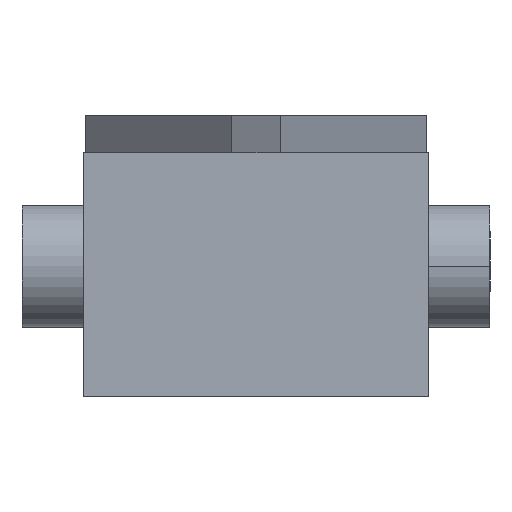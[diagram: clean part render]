
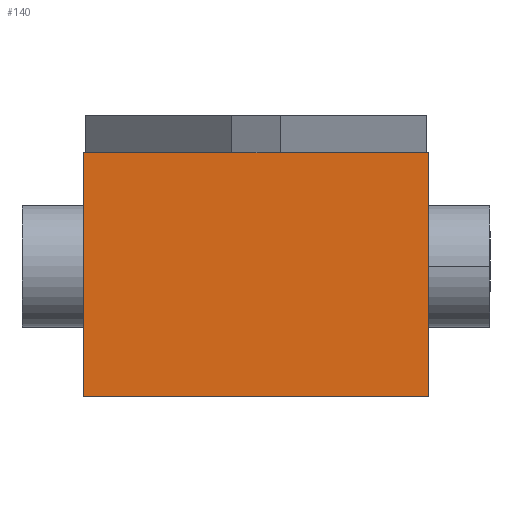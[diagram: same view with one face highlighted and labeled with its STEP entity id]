
A CAD part, left-side view. The second image highlights one B-rep face of the part: STEP entity #140.
In plain terms, the highlighted planar face has unit normal (-1, 0, 0).
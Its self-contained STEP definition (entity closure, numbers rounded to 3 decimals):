
#2 = VECTOR ( 'NONE', #2152, 1000. ) ;
#140 = ADVANCED_FACE ( 'NONE', ( #1317 ), #907, .F. ) ;
#273 = ORIENTED_EDGE ( 'NONE', *, *, #837, .F. ) ;
#277 = CARTESIAN_POINT ( 'NONE',  ( 0., 0., 7.35 ) ) ;
#292 = DIRECTION ( 'NONE',  ( 0., -1., 0. ) ) ;
#307 = CARTESIAN_POINT ( 'NONE',  ( 0., -10.6, 15. ) ) ;
#521 = CARTESIAN_POINT ( 'NONE',  ( 0., 10.6, 0. ) ) ;
#548 = CARTESIAN_POINT ( 'NONE',  ( 0., 10.6, 15. ) ) ;
#659 = LINE ( 'NONE', #884, #1251 ) ;
#811 = DIRECTION ( 'NONE',  ( 0., 1., 0. ) ) ;
#837 = EDGE_CURVE ( 'NONE', #2197, #1562, #2372, .T. ) ;
#880 = DIRECTION ( 'NONE',  ( 1., 0., 0. ) ) ;
#884 = CARTESIAN_POINT ( 'NONE',  ( 0., -10.6, 15. ) ) ;
#907 = PLANE ( 'NONE',  #2622 ) ;
#944 = EDGE_LOOP ( 'NONE', ( #979, #273, #1151, #2612 ) ) ;
#979 = ORIENTED_EDGE ( 'NONE', *, *, #2580, .F. ) ;
#1039 = VECTOR ( 'NONE', #1698, 1000. ) ;
#1151 = ORIENTED_EDGE ( 'NONE', *, *, #2545, .F. ) ;
#1251 = VECTOR ( 'NONE', #292, 1000. ) ;
#1317 = FACE_OUTER_BOUND ( 'NONE', #944, .T. ) ;
#1399 = VERTEX_POINT ( 'NONE', #307 ) ;
#1499 = LINE ( 'NONE', #2306, #1039 ) ;
#1562 = VERTEX_POINT ( 'NONE', #2256 ) ;
#1582 = VERTEX_POINT ( 'NONE', #2148 ) ;
#1641 = EDGE_CURVE ( 'NONE', #1399, #1582, #1499, .T. ) ;
#1698 = DIRECTION ( 'NONE',  ( 0., 0., -1. ) ) ;
#1724 = VECTOR ( 'NONE', #811, 1000. ) ;
#1817 = CARTESIAN_POINT ( 'NONE',  ( 0., -10.6, 0. ) ) ;
#2035 = LINE ( 'NONE', #1817, #1724 ) ;
#2148 = CARTESIAN_POINT ( 'NONE',  ( 0., -10.6, 0. ) ) ;
#2152 = DIRECTION ( 'NONE',  ( 0., 0., 1. ) ) ;
#2197 = VERTEX_POINT ( 'NONE', #521 ) ;
#2256 = CARTESIAN_POINT ( 'NONE',  ( 0., 10.6, 15. ) ) ;
#2306 = CARTESIAN_POINT ( 'NONE',  ( 0., -10.6, -0.3 ) ) ;
#2372 = LINE ( 'NONE', #548, #2 ) ;
#2497 = DIRECTION ( 'NONE',  ( 0., -1., 0. ) ) ;
#2545 = EDGE_CURVE ( 'NONE', #1582, #2197, #2035, .T. ) ;
#2580 = EDGE_CURVE ( 'NONE', #1562, #1399, #659, .T. ) ;
#2612 = ORIENTED_EDGE ( 'NONE', *, *, #1641, .F. ) ;
#2622 = AXIS2_PLACEMENT_3D ( 'NONE', #277, #880, #2497 ) ;
